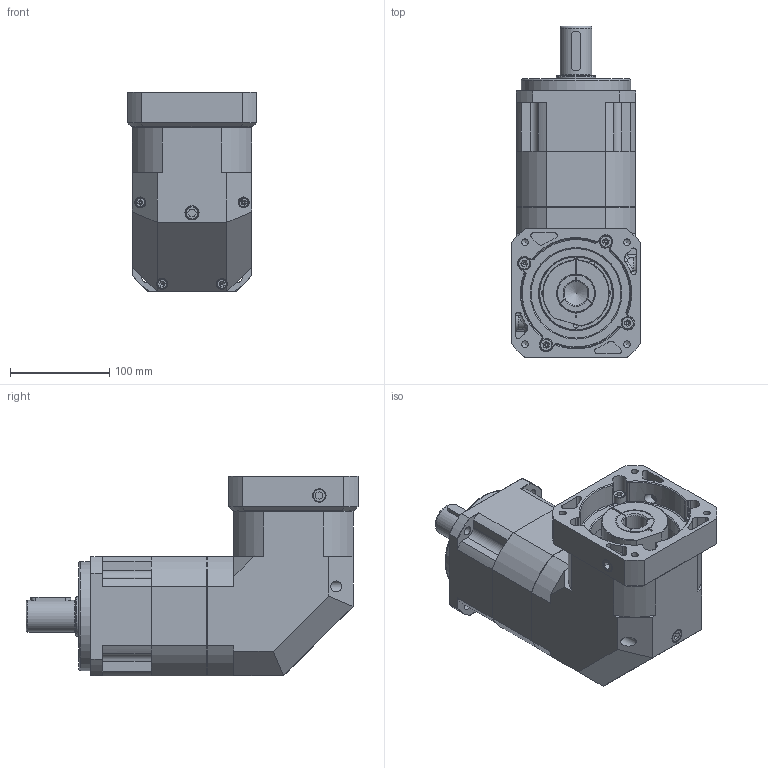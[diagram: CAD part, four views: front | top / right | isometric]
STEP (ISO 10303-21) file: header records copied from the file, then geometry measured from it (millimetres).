
FILE_DESCRIPTION((''),'2;1');
FILE_NAME('PBL120-H-2.stp','2012-06-04T15:07:11',('young'),(''),'Autodesk Inventor 2012','Autodesk Inventor 2012','');
FILE_SCHEMA(('AUTOMOTIVE_DESIGN { 1 0 10303 214 1 1 1 1 }'));
Length unit declared in the file: millimetre
Products named in the file (1): PBL120-H-2
Bounding box: 130 x 334 x 201 mm (x, y, z)
Volume: 3407811.7 mm3; surface area: 412390.6 mm2
Topology: 23 solids, 23 shells, 765 faces, 1936 edges, 1269 vertices
Faces by surface type: plane 400, cylinder 197, cone 106, bspline 34, torus 26, sphere 2
Full cylindrical faces by diameter (mm): 5 x8, 6 x4, 6.8 x16, 8 x10, 8.5 x1, 9 x5, 10 x4, 11 x4, 11.125 x2, 12 x1, 13 x8, 24.2 x1, 25 x1, 32 x1, 38.4 x1, 39.8 x2, 40 x2, 48 x1, 55 x3, 58 x1, 62 x2, 68 x1, 69 x1, 72 x1, 75 x2, 90 x1, 95 x1, 105 x3, 110 x1
Entity records: 30288 total; most frequent: CARTESIAN_POINT 12972, DIRECTION 3476, ORIENTED_EDGE 3416, EDGE_CURVE 1708, AXIS2_PLACEMENT_3D 1323, VERTEX_POINT 1218, EDGE_LOOP 1048, VECTOR 830
